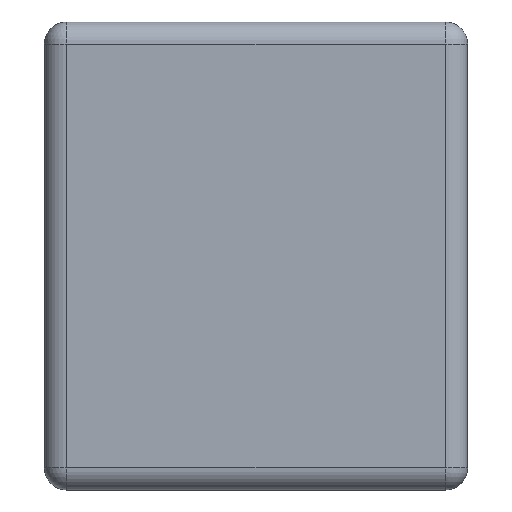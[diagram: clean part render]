
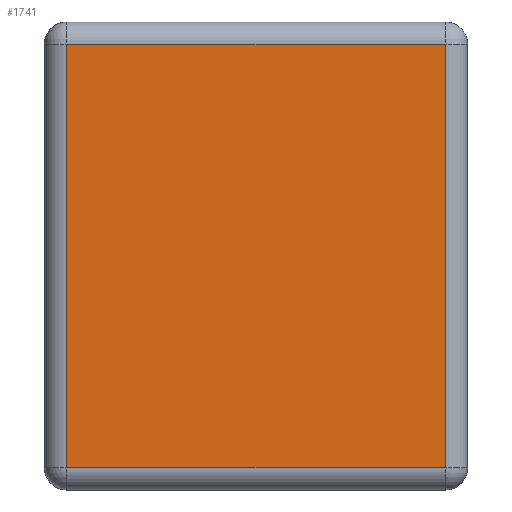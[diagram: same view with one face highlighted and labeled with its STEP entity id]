
A CAD part, left-side view. The second image highlights one B-rep face of the part: STEP entity #1741.
In plain terms, the highlighted planar face has unit normal (-1, 0, 0).
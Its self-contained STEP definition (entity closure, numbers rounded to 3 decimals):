
#1530=CARTESIAN_POINT('',(-0.875,0.425,0.0));
#1531=VERTEX_POINT('',#1530);
#1549=CARTESIAN_POINT('',(-0.875,-0.425,0.0));
#1550=VERTEX_POINT('',#1549);
#1558=CARTESIAN_POINT('',(-0.875,-0.425,0.0));
#1559=DIRECTION('',(0.0,1.0,0.0));
#1560=VECTOR('',#1559,0.85);
#1561=LINE('',#1558,#1560);
#1562=EDGE_CURVE('',#1550,#1531,#1561,.T.);
#1572=CARTESIAN_POINT('',(-0.875,-0.425,0.95));
#1573=VERTEX_POINT('',#1572);
#1583=CARTESIAN_POINT('',(-0.875,-0.425,0.95));
#1584=DIRECTION('',(0.0,0.0,-1.0));
#1585=VECTOR('',#1584,0.95);
#1586=LINE('',#1583,#1585);
#1587=EDGE_CURVE('',#1573,#1550,#1586,.T.);
#1718=CARTESIAN_POINT('',(-0.875,-0.475,-0.05));
#1719=DIRECTION('',(-1.0,0.0,0.0));
#1720=DIRECTION('',(0.0,0.0,1.0));
#1721=AXIS2_PLACEMENT_3D('',#1718,#1719,#1720);
#1722=PLANE('',#1721);
#1723=ORIENTED_EDGE('',*,*,#1587,.F.);
#1724=CARTESIAN_POINT('',(-0.875,0.425,0.95));
#1725=VERTEX_POINT('',#1724);
#1726=CARTESIAN_POINT('',(-0.875,0.425,0.95));
#1727=DIRECTION('',(0.0,-1.0,0.0));
#1728=VECTOR('',#1727,0.85);
#1729=LINE('',#1726,#1728);
#1730=EDGE_CURVE('',#1725,#1573,#1729,.T.);
#1731=ORIENTED_EDGE('',*,*,#1730,.F.);
#1732=CARTESIAN_POINT('',(-0.875,0.425,0.0));
#1733=DIRECTION('',(0.0,0.0,1.0));
#1734=VECTOR('',#1733,0.95);
#1735=LINE('',#1732,#1734);
#1736=EDGE_CURVE('',#1531,#1725,#1735,.T.);
#1737=ORIENTED_EDGE('',*,*,#1736,.F.);
#1738=ORIENTED_EDGE('',*,*,#1562,.F.);
#1739=EDGE_LOOP('',(#1723,#1731,#1737,#1738));
#1740=FACE_OUTER_BOUND('',#1739,.T.);
#1741=ADVANCED_FACE('',(#1740),#1722,.T.);
